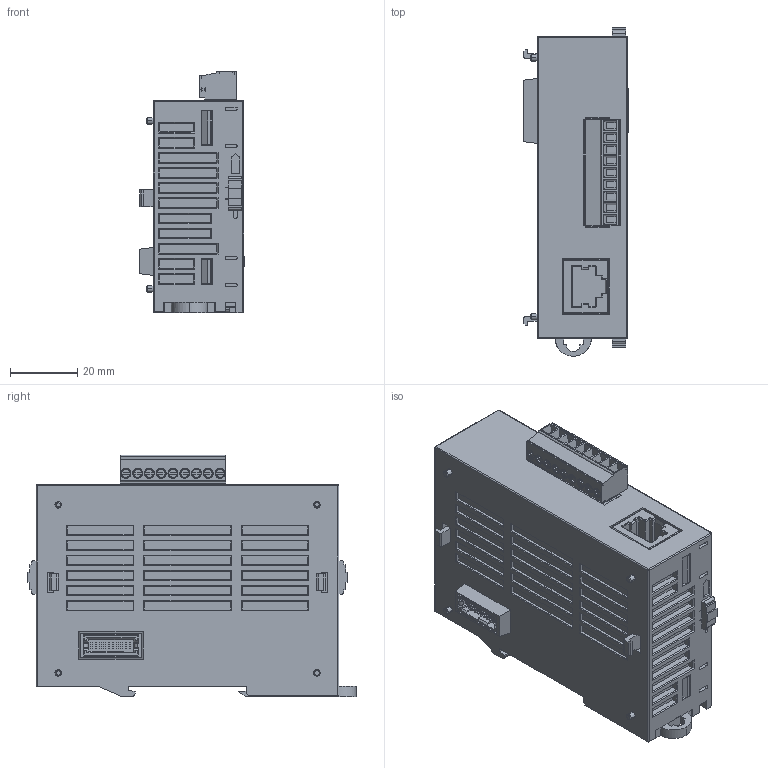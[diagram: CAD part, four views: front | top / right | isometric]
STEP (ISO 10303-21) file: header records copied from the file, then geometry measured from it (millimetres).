
FILE_DESCRIPTION (( 'STEP AP214' ), '1' );
FILE_NAME ('XBF-PN08B broken 5 faces 1 ext1 coord.STEP', '2023-06-07T17:46:02', ( '' ), ( '' ), 'SwSTEP 2.0', 'SolidWorks 2021', '' );
FILE_SCHEMA (( 'AUTOMOTIVE_DESIGN' ));
Length unit declared in the file: inch
Products named in the file (1): XBF-PN08B broken 5 faces 1 ext1 coord
Bounding box: 31.53 x 97.63 x 71.9 mm (x, y, z)
Volume: 142243.5 mm3; surface area: 33238.8 mm2
Topology: 1 solids, 26 shells, 2701 faces, 7221 edges, 4602 vertices
Faces by surface type: plane 2001, cylinder 489, cone 94, torus 71, bspline 25, sphere 21
Entity records: 87263 total; most frequent: CARTESIAN_POINT 21490, ORIENTED_EDGE 14396, DIRECTION 12168, EDGE_CURVE 7198, LINE 5546, VECTOR 5546, VERTEX_POINT 4601, AXIS2_PLACEMENT_3D 3311
